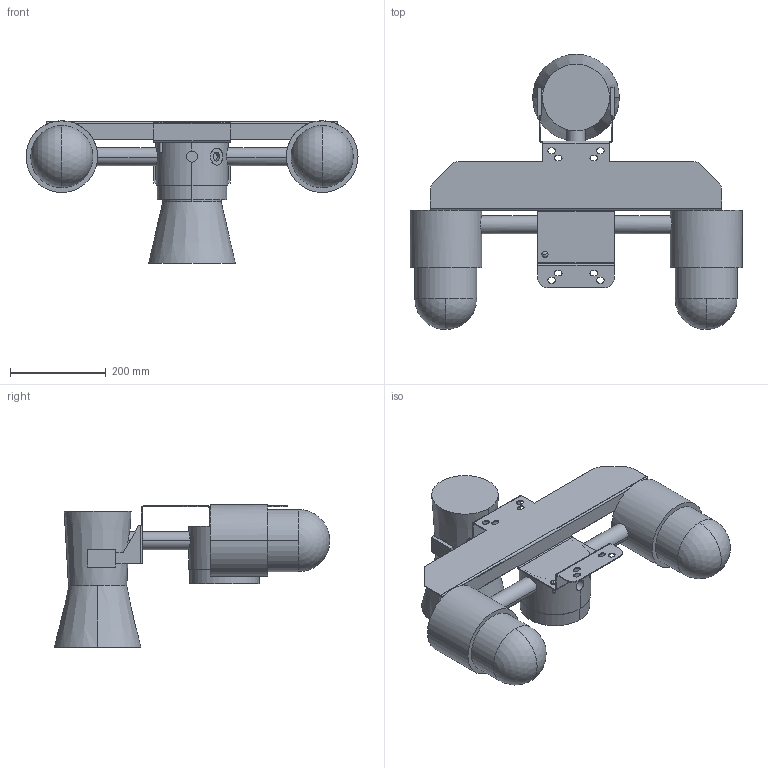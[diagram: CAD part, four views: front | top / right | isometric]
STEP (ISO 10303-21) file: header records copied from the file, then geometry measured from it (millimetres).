
FILE_DESCRIPTION (( 'STEP AP203' ), '1' );
FILE_NAME ('D1XC4_defeature S1F.STEP', '2019-09-19T13:52:33', ( '' ), ( '' ), 'SwSTEP 2.0', 'SolidWorks 2019', '' );
FILE_SCHEMA (( 'CONFIG_CONTROL_DESIGN' ));
Length unit declared in the file: millimetre
Products named in the file (1): D1XC4_defeature S1F
Bounding box: 695.26 x 577.01 x 298.1 mm (x, y, z)
Volume: 12265235.9 mm3; surface area: 861852.9 mm2
Topology: 1 solids, 1 shells, 209 faces, 538 edges, 333 vertices
Faces by surface type: plane 113, cylinder 84, cone 6, sphere 4, torus 2
Entity records: 7361 total; most frequent: CARTESIAN_POINT 2105, DIRECTION 1102, ORIENTED_EDGE 1064, EDGE_CURVE 532, AXIS2_PLACEMENT_3D 390, VERTEX_POINT 333, LINE 322, VECTOR 322
